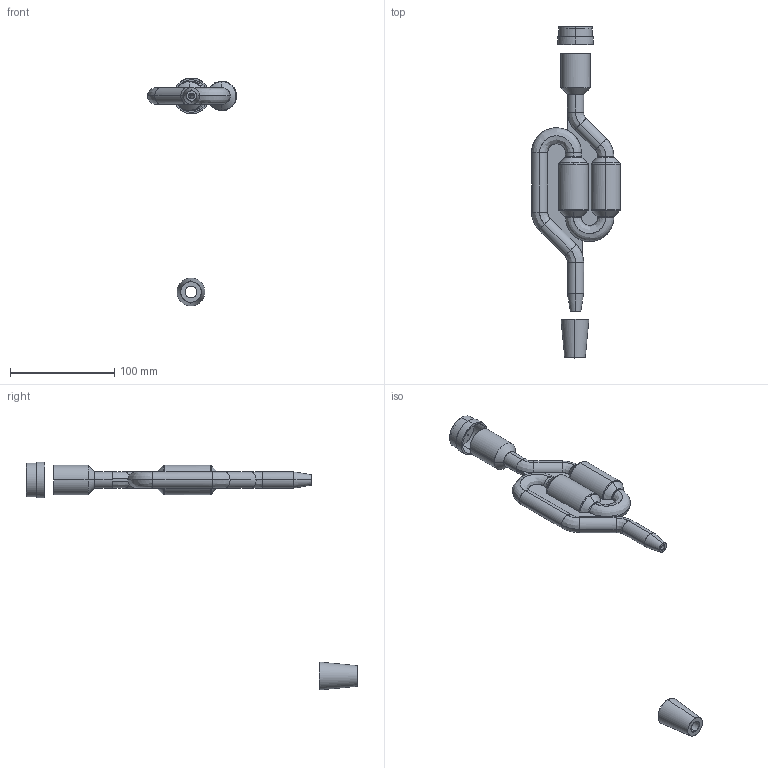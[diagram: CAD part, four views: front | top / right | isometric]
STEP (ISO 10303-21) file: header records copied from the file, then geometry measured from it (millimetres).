
FILE_DESCRIPTION(('FreeCAD Model'),'2;1');
FILE_NAME('Open CASCADE Shape Model','2025-05-01T09:05:49',('FreeCAD'),( 'FreeCAD'),'Open CASCADE STEP processor 7.6','FreeCAD','Unknown');
FILE_SCHEMA(('AUTOMOTIVE_DESIGN { 1 0 10303 214 1 1 1 1 }'));
Length unit declared in the file: millimetre
Products named in the file (1): Open CASCADE STEP translator 7.6 1
Bounding box: 85.17 x 317.77 x 218.4 mm (x, y, z)
Surface area: 66412.3 mm2 (no closed solid volume)
Topology: 0 solids, 226 shells, 226 faces, 1950 edges, 1950 vertices
Faces by surface type: bspline 226
Entity records: 20105 total; most frequent: CARTESIAN_POINT 11632, ORIENTED_EDGE 1950, EDGE_CURVE 1950, VERTEX_POINT 1950, B_SPLINE_CURVE_WITH_KNOTS 1418, FACE_BOUND 248, EDGE_LOOP 248, SHELL_BASED_SURFACE_MODEL 226
